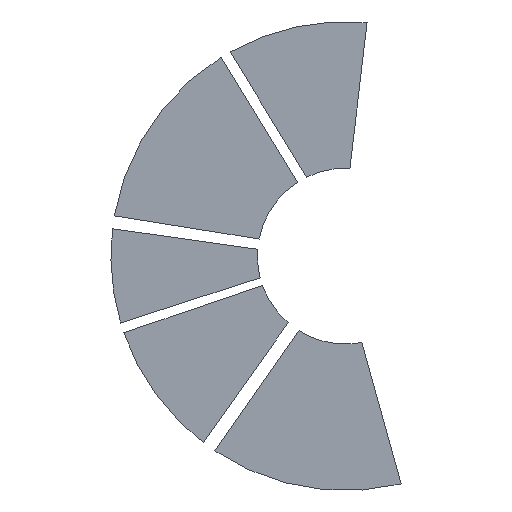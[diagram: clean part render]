
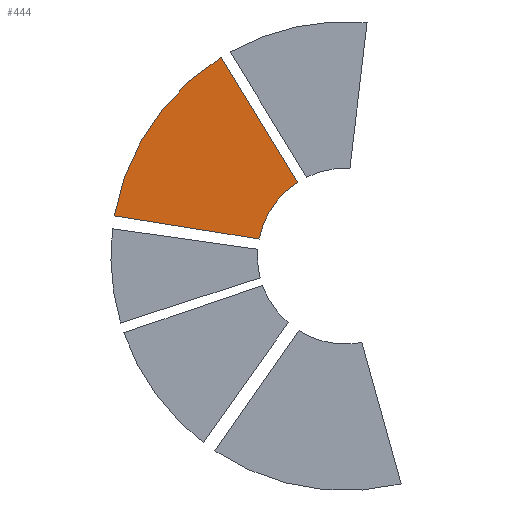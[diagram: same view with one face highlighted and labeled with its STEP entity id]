
A CAD part, front view. The second image highlights one B-rep face of the part: STEP entity #444.
In plain terms, the highlighted planar face has unit normal (0, -1, 0).
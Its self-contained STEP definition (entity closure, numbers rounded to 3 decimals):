
#30=PLANE('',#500);
#54=FACE_OUTER_BOUND('',#84,.T.);
#84=EDGE_LOOP('',(#347,#348,#349,#350));
#113=LINE('',#711,#153);
#117=LINE('',#722,#157);
#153=VECTOR('',#571,10.);
#157=VECTOR('',#583,10.);
#187=CIRCLE('',#492,6.);
#189=CIRCLE('',#496,16.);
#211=VERTEX_POINT('',#701);
#212=VERTEX_POINT('',#702);
#215=VERTEX_POINT('',#710);
#217=VERTEX_POINT('',#716);
#255=EDGE_CURVE('',#211,#212,#187,.T.);
#259=EDGE_CURVE('',#212,#215,#113,.T.);
#262=EDGE_CURVE('',#217,#215,#189,.T.);
#265=EDGE_CURVE('',#211,#217,#117,.T.);
#347=ORIENTED_EDGE('',*,*,#265,.F.);
#348=ORIENTED_EDGE('',*,*,#255,.T.);
#349=ORIENTED_EDGE('',*,*,#259,.T.);
#350=ORIENTED_EDGE('',*,*,#262,.F.);
#444=ADVANCED_FACE('',(#54),#30,.F.);
#492=AXIS2_PLACEMENT_3D('',#703,#563,#564);
#496=AXIS2_PLACEMENT_3D('',#717,#576,#577);
#500=AXIS2_PLACEMENT_3D('',#725,#587,#588);
#563=DIRECTION('center_axis',(0.,1.,0.));
#564=DIRECTION('ref_axis',(1.,0.,0.));
#571=DIRECTION('',(-0.522,0.,0.853));
#576=DIRECTION('center_axis',(0.,1.,0.));
#577=DIRECTION('ref_axis',(1.,0.,0.));
#583=DIRECTION('',(-0.987,0.,0.158));
#587=DIRECTION('center_axis',(0.,1.,0.));
#588=DIRECTION('ref_axis',(1.,0.,0.));
#701=CARTESIAN_POINT('',(-5.886,0.,1.166));
#702=CARTESIAN_POINT('',(-3.255,0.,5.04));
#703=CARTESIAN_POINT('Origin',(0.,0.,0.));
#710=CARTESIAN_POINT('',(-8.478,0.,13.569));
#711=CARTESIAN_POINT('',(-3.255,0.,5.04));
#716=CARTESIAN_POINT('',(-15.762,0.,2.748));
#717=CARTESIAN_POINT('Origin',(0.,0.,0.));
#722=CARTESIAN_POINT('',(-5.886,0.,1.166));
#725=CARTESIAN_POINT('Origin',(-9.509,0.,7.368));
